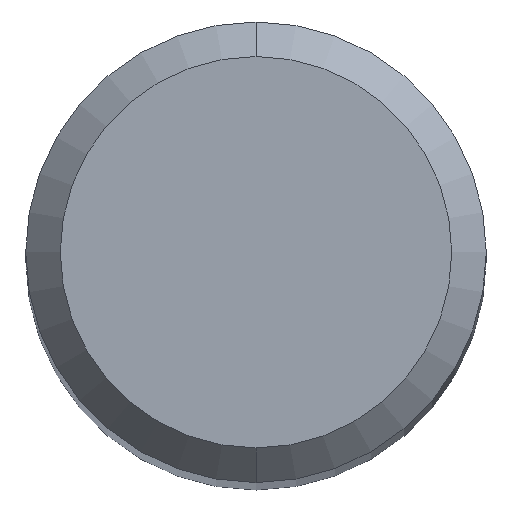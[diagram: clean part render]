
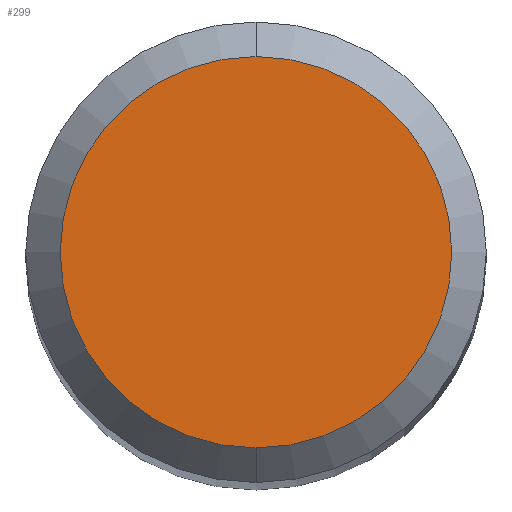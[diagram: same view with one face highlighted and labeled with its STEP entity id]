
A CAD part, top view. The second image highlights one B-rep face of the part: STEP entity #299.
In plain terms, the highlighted planar face has unit normal (0, 0, 1).
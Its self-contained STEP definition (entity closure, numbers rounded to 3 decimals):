
#257=VERTEX_POINT('',#565);
#273=EDGE_CURVE('',#363,#257,#582,.T.);
#299=ADVANCED_FACE('',(#609),#610,.T.);
#363=VERTEX_POINT('',#682);
#383=EDGE_CURVE('',#257,#363,#703,.T.);
#565=CARTESIAN_POINT('',(0.0,1.7,0.0));
#582=CIRCLE('',#1014,1.7);
#609=FACE_OUTER_BOUND('',#1060,.T.);
#610=PLANE('',#1061);
#682=CARTESIAN_POINT('',(0.,-1.7,0.0));
#703=CIRCLE('',#1276,1.7);
#1014=AXIS2_PLACEMENT_3D('',#1530,#1531,#1532);
#1060=EDGE_LOOP('',(#1549,#1550));
#1061=AXIS2_PLACEMENT_3D('',#1551,#1552,#1553);
#1276=AXIS2_PLACEMENT_3D('',#1666,#1667,#1668);
#1530=CARTESIAN_POINT('',(0.0,0.0,0.0));
#1531=DIRECTION('',(0.0,0.0,-1.0));
#1532=DIRECTION('',(0.0,1.0,0.0));
#1549=ORIENTED_EDGE('',*,*,#383,.F.);
#1550=ORIENTED_EDGE('',*,*,#273,.F.);
#1551=CARTESIAN_POINT('',(0.0,0.85,0.0));
#1552=DIRECTION('',(-0.0,0.0,1.0));
#1553=DIRECTION('',(0.0,-1.0,0.0));
#1666=CARTESIAN_POINT('',(0.0,0.0,0.0));
#1667=DIRECTION('',(0.0,0.0,-1.0));
#1668=DIRECTION('',(0.0,1.0,0.0));
